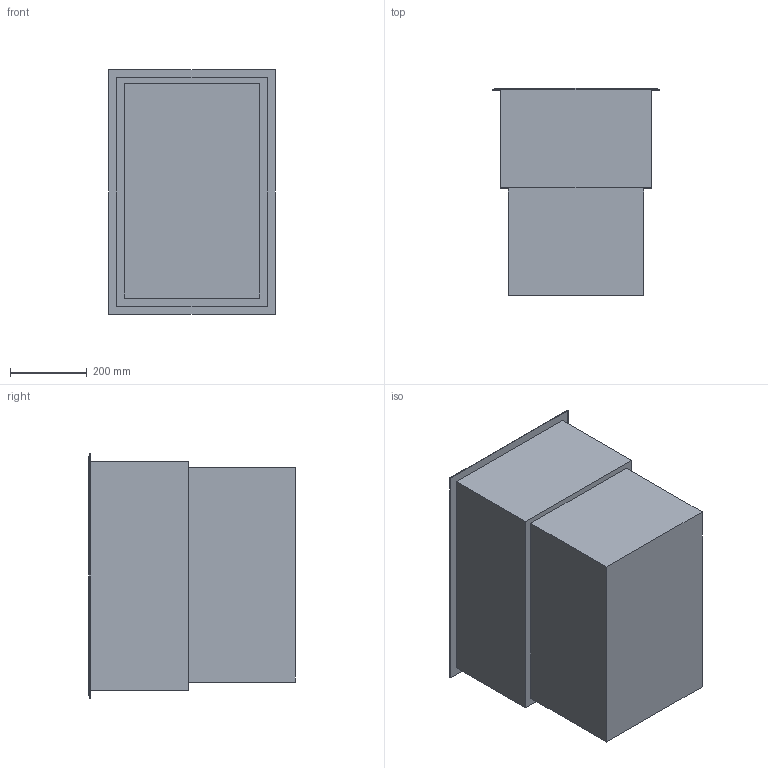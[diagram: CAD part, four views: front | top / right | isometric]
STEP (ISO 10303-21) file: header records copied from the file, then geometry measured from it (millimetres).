
FILE_DESCRIPTION(/* description */ ('Einbausaladette (stille Kühlung): eigengekühlt'),/* implementation_level */ '2;1');
FILE_NAME(/* name */ '3D-AKE-00003076.stp',/* time_stamp */ '2021-09-29T14:45:48+02:00',/* author */ ('maltrim.rexhaj'),/* organization */ (''),/* preprocessor_version */ 'ST-DEVELOPER v18',/* originating_system */ 'Autodesk Inventor 2020',/* authorisation */ '');
FILE_SCHEMA (('AUTOMOTIVE_DESIGN { 1 0 10303 214 3 1 1 }'));
Length unit declared in the file: millimetre
Products named in the file (1): 3D-AKE-00003076
Bounding box: 435 x 540 x 639 mm (x, y, z)
Volume: 83196400.9 mm3; surface area: 1926701.5 mm2
Topology: 1 solids, 1 shells, 30 faces, 68 edges, 44 vertices
Faces by surface type: plane 30
Entity records: 861 total; most frequent: CARTESIAN_POINT 143, ORIENTED_EDGE 136, DIRECTION 130, LINE 68, VECTOR 68, EDGE_CURVE 68, VERTEX_POINT 44, EDGE_LOOP 34
